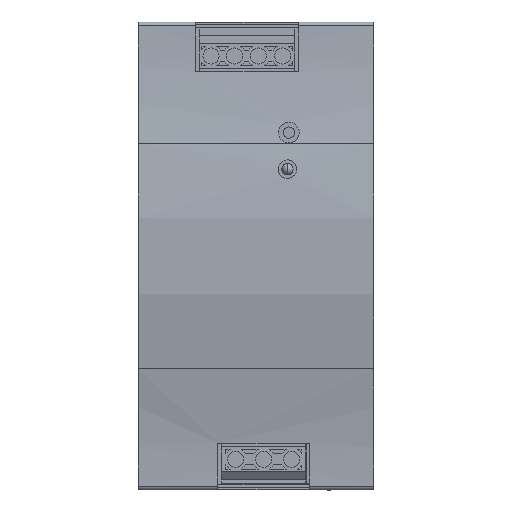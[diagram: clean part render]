
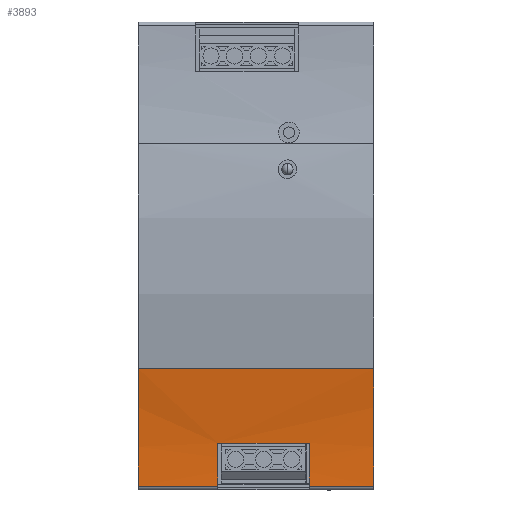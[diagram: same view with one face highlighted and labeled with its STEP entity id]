
A CAD part, left-side view. The second image highlights one B-rep face of the part: STEP entity #3893.
In plain terms, the highlighted cylindrical face has radius 150.414 mm (diameter 300.828 mm), a partial arc.
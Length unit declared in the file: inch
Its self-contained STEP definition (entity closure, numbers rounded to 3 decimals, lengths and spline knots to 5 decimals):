
#327 = AXIS2_PLACEMENT_3D ( 'NONE', #73859, #55812, #60778 ) ;
#904 = LINE ( 'NONE', #6625, #25692 ) ;
#2144 = ORIENTED_EDGE ( 'NONE', *, *, #57802, .F. ) ;
#3893 = ADVANCED_FACE ( 'NONE', ( #67730 ), #43976, .F. ) ;
#5315 = CIRCLE ( 'NONE', #52412, 5.92181 ) ;
#6625 = CARTESIAN_POINT ( 'NONE',  ( -0.32161, 0.7278, -1.49802 ) ) ;
#8921 = EDGE_CURVE ( 'NONE', #34489, #10634, #29148, .T. ) ;
#9476 = LINE ( 'NONE', #21816, #53766 ) ;
#10634 = VERTEX_POINT ( 'NONE', #21020 ) ;
#11202 = VERTEX_POINT ( 'NONE', #53587 ) ;
#12669 = VERTEX_POINT ( 'NONE', #47080 ) ;
#13647 = CARTESIAN_POINT ( 'NONE',  ( -6.23015, 0.72608, -1.89415 ) ) ;
#18637 = CARTESIAN_POINT ( 'NONE',  ( -6.23015, 0.04867, -1.89415 ) ) ;
#20075 = EDGE_CURVE ( 'NONE', #11202, #42603, #9476, .T. ) ;
#20576 = CARTESIAN_POINT ( 'NONE',  ( -0.42734, 0.7278, -0.71298 ) ) ;
#20947 = LINE ( 'NONE', #28322, #29878 ) ;
#21020 = CARTESIAN_POINT ( 'NONE',  ( -0.42734, 2.52898, -0.71298 ) ) ;
#21675 = DIRECTION ( 'NONE',  ( 0., 0., -1. ) ) ;
#21816 = CARTESIAN_POINT ( 'NONE',  ( -0.30863, 0.7278, -1.95237 ) ) ;
#24390 = DIRECTION ( 'NONE',  ( 0., 1., 0. ) ) ;
#25567 = EDGE_LOOP ( 'NONE', ( #74926, #58439, #44825, #44180, #2144, #30949, #70586, #47944 ) ) ;
#25606 = CARTESIAN_POINT ( 'NONE',  ( -6.23015, 1.69237, -1.89415 ) ) ;
#25692 = VECTOR ( 'NONE', #74667, 39.37008 ) ;
#27789 = CARTESIAN_POINT ( 'NONE',  ( -6.23015, 2.52898, -1.89415 ) ) ;
#28322 = CARTESIAN_POINT ( 'NONE',  ( -0.30863, 0.7278, -1.95237 ) ) ;
#29148 = CIRCLE ( 'NONE', #63164, 5.92181 ) ;
#29878 = VECTOR ( 'NONE', #45971, 39.37008 ) ;
#30605 = VERTEX_POINT ( 'NONE', #64837 ) ;
#30753 = VERTEX_POINT ( 'NONE', #43487 ) ;
#30949 = ORIENTED_EDGE ( 'NONE', *, *, #20075, .F. ) ;
#31440 = EDGE_CURVE ( 'NONE', #10634, #30753, #52938, .T. ) ;
#32365 = CARTESIAN_POINT ( 'NONE',  ( -0.30863, 0.72608, -1.95237 ) ) ;
#33568 = CARTESIAN_POINT ( 'NONE',  ( -0.30863, 1.69237, -1.95237 ) ) ;
#34489 = VERTEX_POINT ( 'NONE', #66906 ) ;
#36318 = DIRECTION ( 'NONE',  ( 0., 0., -1. ) ) ;
#37216 = EDGE_CURVE ( 'NONE', #30753, #11202, #5315, .T. ) ;
#41815 = CIRCLE ( 'NONE', #52219, 5.92181 ) ;
#42603 = VERTEX_POINT ( 'NONE', #32365 ) ;
#43487 = CARTESIAN_POINT ( 'NONE',  ( -0.42734, 0.04867, -0.71298 ) ) ;
#43618 = DIRECTION ( 'NONE',  ( 0., -1., 0. ) ) ;
#43976 = CYLINDRICAL_SURFACE ( 'NONE', #327, 5.92181 ) ;
#44180 = ORIENTED_EDGE ( 'NONE', *, *, #80522, .F. ) ;
#44460 = DIRECTION ( 'NONE',  ( 0., 1., 0. ) ) ;
#44825 = ORIENTED_EDGE ( 'NONE', *, *, #54337, .F. ) ;
#45971 = DIRECTION ( 'NONE',  ( 0., 1., 0. ) ) ;
#46837 = DIRECTION ( 'NONE',  ( 0., 1., 0. ) ) ;
#47080 = CARTESIAN_POINT ( 'NONE',  ( -0.32161, 0.72608, -1.49802 ) ) ;
#47944 = ORIENTED_EDGE ( 'NONE', *, *, #31440, .F. ) ;
#50232 = DIRECTION ( 'NONE',  ( 0., 0., -1. ) ) ;
#52219 = AXIS2_PLACEMENT_3D ( 'NONE', #13647, #43618, #69757 ) ;
#52388 = DIRECTION ( 'NONE',  ( 0., -1., 0. ) ) ;
#52412 = AXIS2_PLACEMENT_3D ( 'NONE', #18637, #24390, #36318 ) ;
#52938 = LINE ( 'NONE', #20576, #71603 ) ;
#53587 = CARTESIAN_POINT ( 'NONE',  ( -0.30863, 0.04867, -1.95237 ) ) ;
#53766 = VECTOR ( 'NONE', #46837, 39.37008 ) ;
#54337 = EDGE_CURVE ( 'NONE', #30605, #69607, #68724, .T. ) ;
#55637 = AXIS2_PLACEMENT_3D ( 'NONE', #25606, #44460, #50232 ) ;
#55812 = DIRECTION ( 'NONE',  ( 0., -1., 0. ) ) ;
#57802 = EDGE_CURVE ( 'NONE', #42603, #12669, #41815, .T. ) ;
#58439 = ORIENTED_EDGE ( 'NONE', *, *, #66407, .F. ) ;
#58674 = DIRECTION ( 'NONE',  ( 0., -1., 0. ) ) ;
#60778 = DIRECTION ( 'NONE',  ( 0., 0., -1. ) ) ;
#63164 = AXIS2_PLACEMENT_3D ( 'NONE', #27789, #52388, #21675 ) ;
#64837 = CARTESIAN_POINT ( 'NONE',  ( -0.32161, 1.69237, -1.49802 ) ) ;
#66407 = EDGE_CURVE ( 'NONE', #69607, #34489, #20947, .T. ) ;
#66906 = CARTESIAN_POINT ( 'NONE',  ( -0.30863, 2.52898, -1.95237 ) ) ;
#67730 = FACE_OUTER_BOUND ( 'NONE', #25567, .T. ) ;
#68724 = CIRCLE ( 'NONE', #55637, 5.92181 ) ;
#69607 = VERTEX_POINT ( 'NONE', #33568 ) ;
#69757 = DIRECTION ( 'NONE',  ( 0., 0., -1. ) ) ;
#70586 = ORIENTED_EDGE ( 'NONE', *, *, #37216, .F. ) ;
#71603 = VECTOR ( 'NONE', #58674, 39.37008 ) ;
#73859 = CARTESIAN_POINT ( 'NONE',  ( -6.23015, 0.7278, -1.89415 ) ) ;
#74667 = DIRECTION ( 'NONE',  ( 0., 1., 0. ) ) ;
#74926 = ORIENTED_EDGE ( 'NONE', *, *, #8921, .F. ) ;
#80522 = EDGE_CURVE ( 'NONE', #12669, #30605, #904, .T. ) ;
